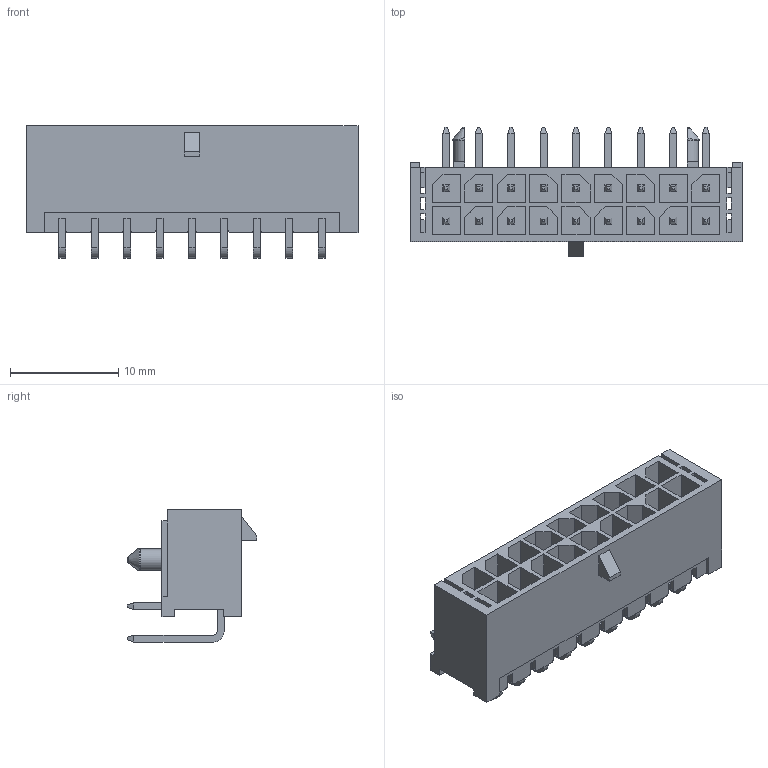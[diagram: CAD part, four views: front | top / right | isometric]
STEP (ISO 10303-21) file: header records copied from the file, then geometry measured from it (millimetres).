
FILE_DESCRIPTION(/* description */ ('Unknown'),/* implementation_level */ '2;1');
FILE_NAME(/* name */ '62001821022',/* time_stamp */ '2020-09-23T09:55:44+02:00',/* author */ ('Unknown'),/* organization */ ('Unknown'),/* preprocessor_version */ 'ST-DEVELOPER v16.7',/* originating_system */ 'DEX',/* authorisation */ $);
FILE_SCHEMA (('AP203_CONFIGURATION_CONTROLLED_3D_DESIGN_OF_MECHANICAL_PARTS_AND_ASSEMBLIES_MIM_LF { 1 0 10303 203 3 1 4 }','AUTOMOTIVE_DESIGN {1 0 10303 214 3 1 1}'));
Length unit declared in the file: millimetre
Products named in the file (4): 6620xx21022; 66201821022; 6620xx21022_PIN_COURTE; 6620xx21022_PIN_LONGUE
Assembly tree (19 placements, depth 2):
  6620xx21022
    66201821022
    6620xx21022_PIN_COURTE  x9
    6620xx21022_PIN_LONGUE  x9
Bounding box: 30.7 x 11.96 x 12.22 mm (x, y, z)
Volume: 1177.8 mm3; surface area: 3461.3 mm2
Topology: 19 solids, 19 shells, 744 faces, 1989 edges, 1276 vertices
Faces by surface type: plane 664, cylinder 76, cone 2, torus 2
Entity records: 15305 total; most frequent: CARTESIAN_POINT 2729, ORIENTED_EDGE 2698, DIRECTION 2395, EDGE_CURVE 1349, LINE 1247, VECTOR 1247, VERTEX_POINT 892, AXIS2_PLACEMENT_3D 574
